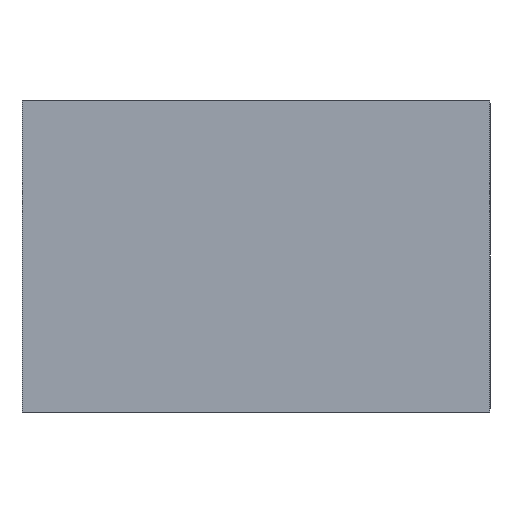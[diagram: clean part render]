
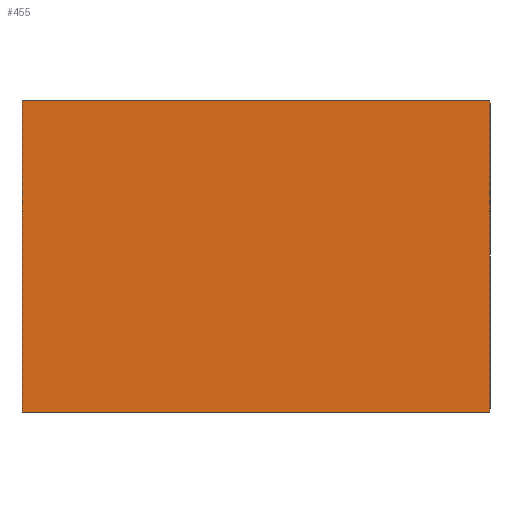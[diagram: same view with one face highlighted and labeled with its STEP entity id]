
A CAD part, left-side view. The second image highlights one B-rep face of the part: STEP entity #455.
In plain terms, the highlighted planar face has unit normal (-1, 0, 0).
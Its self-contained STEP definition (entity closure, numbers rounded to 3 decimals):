
#37=FACE_OUTER_BOUND('',#63,.T.);
#63=EDGE_LOOP('',(#375,#376,#377,#378));
#100=LINE('',#689,#160);
#109=LINE('',#706,#169);
#114=LINE('',#716,#174);
#118=LINE('',#724,#178);
#160=VECTOR('',#566,10.);
#169=VECTOR('',#579,10.);
#174=VECTOR('',#588,10.);
#178=VECTOR('',#598,10.);
#211=VERTEX_POINT('',#686);
#212=VERTEX_POINT('',#688);
#218=VERTEX_POINT('',#704);
#221=VERTEX_POINT('',#714);
#260=EDGE_CURVE('',#211,#212,#100,.T.);
#269=EDGE_CURVE('',#211,#218,#109,.T.);
#274=EDGE_CURVE('',#218,#221,#114,.T.);
#278=EDGE_CURVE('',#212,#221,#118,.T.);
#375=ORIENTED_EDGE('',*,*,#269,.T.);
#376=ORIENTED_EDGE('',*,*,#274,.T.);
#377=ORIENTED_EDGE('',*,*,#278,.F.);
#378=ORIENTED_EDGE('',*,*,#260,.F.);
#429=PLANE('',#503);
#455=ADVANCED_FACE('',(#37),#429,.T.);
#503=AXIS2_PLACEMENT_3D('',#723,#596,#597);
#566=DIRECTION('',(0.,1.,0.));
#579=DIRECTION('',(0.,0.,1.));
#588=DIRECTION('',(0.,1.,0.));
#596=DIRECTION('center_axis',(-1.,0.,0.));
#597=DIRECTION('ref_axis',(0.,0.,1.));
#598=DIRECTION('',(0.,0.,1.));
#686=CARTESIAN_POINT('',(-0.005,0.,-0.005));
#688=CARTESIAN_POINT('',(-0.005,0.6,-0.005));
#689=CARTESIAN_POINT('',(-0.005,0.,-0.005));
#704=CARTESIAN_POINT('',(-0.005,0.,0.395));
#706=CARTESIAN_POINT('',(-0.005,0.,-0.005));
#714=CARTESIAN_POINT('',(-0.005,0.6,0.395));
#716=CARTESIAN_POINT('',(-0.005,0.,0.395));
#723=CARTESIAN_POINT('Origin',(-0.005,-0.001,0.195));
#724=CARTESIAN_POINT('',(-0.005,0.6,-0.005));
